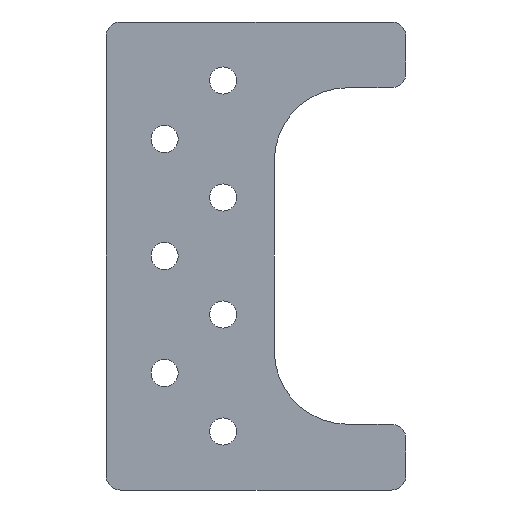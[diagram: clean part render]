
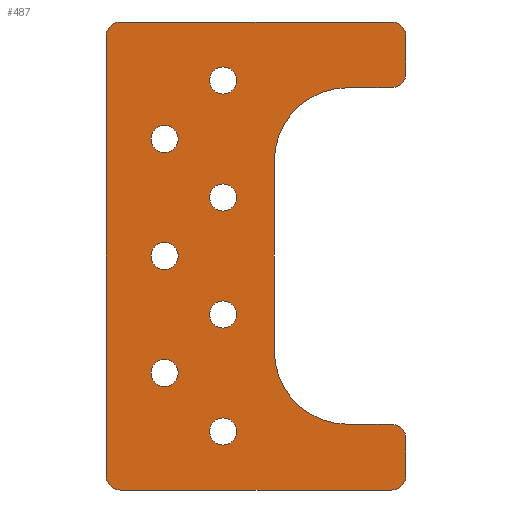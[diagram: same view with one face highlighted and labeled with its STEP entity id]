
A CAD part, front view. The second image highlights one B-rep face of the part: STEP entity #487.
In plain terms, the highlighted planar face has unit normal (0, -1, 0).
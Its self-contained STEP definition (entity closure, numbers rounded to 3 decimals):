
#22=FACE_BOUND('',#80,.T.);
#23=FACE_BOUND('',#81,.T.);
#24=FACE_BOUND('',#82,.T.);
#25=FACE_BOUND('',#83,.T.);
#26=FACE_BOUND('',#84,.T.);
#27=FACE_BOUND('',#85,.T.);
#28=FACE_BOUND('',#86,.T.);
#30=PLANE('',#548);
#47=FACE_OUTER_BOUND('',#79,.T.);
#79=EDGE_LOOP('',(#377,#378,#379,#380,#381,#382,#383,#384,#385,#386,#387,
#388,#389,#390,#391,#392));
#80=EDGE_LOOP('',(#393));
#81=EDGE_LOOP('',(#394));
#82=EDGE_LOOP('',(#395));
#83=EDGE_LOOP('',(#396));
#84=EDGE_LOOP('',(#397));
#85=EDGE_LOOP('',(#398));
#86=EDGE_LOOP('',(#399));
#118=LINE('',#803,#157);
#119=LINE('',#807,#158);
#120=LINE('',#811,#159);
#121=LINE('',#815,#160);
#122=LINE('',#819,#161);
#123=LINE('',#823,#162);
#124=LINE('',#827,#163);
#125=LINE('',#831,#164);
#157=VECTOR('',#652,1000.);
#158=VECTOR('',#655,1000.);
#159=VECTOR('',#658,1000.);
#160=VECTOR('',#661,1000.);
#161=VECTOR('',#664,1000.);
#162=VECTOR('',#667,1000.);
#163=VECTOR('',#670,1000.);
#164=VECTOR('',#673,1000.);
#182=CIRCLE('',#520,1.85);
#184=CIRCLE('',#523,1.85);
#186=CIRCLE('',#526,1.85);
#188=CIRCLE('',#529,1.85);
#190=CIRCLE('',#532,1.85);
#192=CIRCLE('',#535,1.85);
#194=CIRCLE('',#538,1.85);
#203=CIRCLE('',#549,2.);
#204=CIRCLE('',#550,2.);
#205=CIRCLE('',#551,2.);
#206=CIRCLE('',#552,2.);
#207=CIRCLE('',#553,2.);
#208=CIRCLE('',#554,10.);
#209=CIRCLE('',#555,10.);
#210=CIRCLE('',#556,2.);
#212=VERTEX_POINT('',#728);
#214=VERTEX_POINT('',#734);
#216=VERTEX_POINT('',#740);
#218=VERTEX_POINT('',#746);
#220=VERTEX_POINT('',#752);
#222=VERTEX_POINT('',#758);
#224=VERTEX_POINT('',#764);
#241=VERTEX_POINT('',#801);
#242=VERTEX_POINT('',#802);
#243=VERTEX_POINT('',#804);
#244=VERTEX_POINT('',#806);
#245=VERTEX_POINT('',#808);
#246=VERTEX_POINT('',#810);
#247=VERTEX_POINT('',#812);
#248=VERTEX_POINT('',#814);
#249=VERTEX_POINT('',#816);
#250=VERTEX_POINT('',#818);
#251=VERTEX_POINT('',#820);
#252=VERTEX_POINT('',#822);
#253=VERTEX_POINT('',#824);
#254=VERTEX_POINT('',#826);
#255=VERTEX_POINT('',#828);
#256=VERTEX_POINT('',#830);
#259=EDGE_CURVE('',#212,#212,#182,.T.);
#262=EDGE_CURVE('',#214,#214,#184,.T.);
#265=EDGE_CURVE('',#216,#216,#186,.T.);
#268=EDGE_CURVE('',#218,#218,#188,.T.);
#271=EDGE_CURVE('',#220,#220,#190,.T.);
#274=EDGE_CURVE('',#222,#222,#192,.T.);
#277=EDGE_CURVE('',#224,#224,#194,.T.);
#294=EDGE_CURVE('',#241,#242,#118,.T.);
#295=EDGE_CURVE('',#241,#243,#203,.T.);
#296=EDGE_CURVE('',#244,#243,#119,.T.);
#297=EDGE_CURVE('',#244,#245,#204,.T.);
#298=EDGE_CURVE('',#246,#245,#120,.T.);
#299=EDGE_CURVE('',#246,#247,#205,.T.);
#300=EDGE_CURVE('',#248,#247,#121,.T.);
#301=EDGE_CURVE('',#248,#249,#206,.T.);
#302=EDGE_CURVE('',#250,#249,#122,.T.);
#303=EDGE_CURVE('',#250,#251,#207,.T.);
#304=EDGE_CURVE('',#252,#251,#123,.T.);
#305=EDGE_CURVE('',#252,#253,#208,.T.);
#306=EDGE_CURVE('',#254,#253,#124,.T.);
#307=EDGE_CURVE('',#254,#255,#209,.T.);
#308=EDGE_CURVE('',#256,#255,#125,.T.);
#309=EDGE_CURVE('',#256,#242,#210,.T.);
#377=ORIENTED_EDGE('',*,*,#294,.F.);
#378=ORIENTED_EDGE('',*,*,#295,.T.);
#379=ORIENTED_EDGE('',*,*,#296,.F.);
#380=ORIENTED_EDGE('',*,*,#297,.T.);
#381=ORIENTED_EDGE('',*,*,#298,.F.);
#382=ORIENTED_EDGE('',*,*,#299,.T.);
#383=ORIENTED_EDGE('',*,*,#300,.F.);
#384=ORIENTED_EDGE('',*,*,#301,.T.);
#385=ORIENTED_EDGE('',*,*,#302,.F.);
#386=ORIENTED_EDGE('',*,*,#303,.T.);
#387=ORIENTED_EDGE('',*,*,#304,.F.);
#388=ORIENTED_EDGE('',*,*,#305,.T.);
#389=ORIENTED_EDGE('',*,*,#306,.F.);
#390=ORIENTED_EDGE('',*,*,#307,.T.);
#391=ORIENTED_EDGE('',*,*,#308,.F.);
#392=ORIENTED_EDGE('',*,*,#309,.T.);
#393=ORIENTED_EDGE('',*,*,#277,.T.);
#394=ORIENTED_EDGE('',*,*,#271,.T.);
#395=ORIENTED_EDGE('',*,*,#265,.T.);
#396=ORIENTED_EDGE('',*,*,#259,.T.);
#397=ORIENTED_EDGE('',*,*,#262,.T.);
#398=ORIENTED_EDGE('',*,*,#268,.T.);
#399=ORIENTED_EDGE('',*,*,#274,.T.);
#487=ADVANCED_FACE('',(#47,#22,#23,#24,#25,#26,#27,#28),#30,.F.);
#520=AXIS2_PLACEMENT_3D('',#730,#580,#581);
#523=AXIS2_PLACEMENT_3D('',#736,#587,#588);
#526=AXIS2_PLACEMENT_3D('',#742,#594,#595);
#529=AXIS2_PLACEMENT_3D('',#748,#601,#602);
#532=AXIS2_PLACEMENT_3D('',#754,#608,#609);
#535=AXIS2_PLACEMENT_3D('',#760,#615,#616);
#538=AXIS2_PLACEMENT_3D('',#766,#622,#623);
#548=AXIS2_PLACEMENT_3D('',#800,#650,#651);
#549=AXIS2_PLACEMENT_3D('',#805,#653,#654);
#550=AXIS2_PLACEMENT_3D('',#809,#656,#657);
#551=AXIS2_PLACEMENT_3D('',#813,#659,#660);
#552=AXIS2_PLACEMENT_3D('',#817,#662,#663);
#553=AXIS2_PLACEMENT_3D('',#821,#665,#666);
#554=AXIS2_PLACEMENT_3D('',#825,#668,#669);
#555=AXIS2_PLACEMENT_3D('',#829,#671,#672);
#556=AXIS2_PLACEMENT_3D('',#832,#674,#675);
#580=DIRECTION('center_axis',(0.,1.,0.));
#581=DIRECTION('ref_axis',(0.,0.,1.));
#587=DIRECTION('center_axis',(0.,1.,0.));
#588=DIRECTION('ref_axis',(0.,0.,1.));
#594=DIRECTION('center_axis',(0.,1.,0.));
#595=DIRECTION('ref_axis',(0.,0.,1.));
#601=DIRECTION('center_axis',(0.,1.,0.));
#602=DIRECTION('ref_axis',(0.,0.,1.));
#608=DIRECTION('center_axis',(0.,1.,0.));
#609=DIRECTION('ref_axis',(0.,0.,1.));
#615=DIRECTION('center_axis',(0.,1.,0.));
#616=DIRECTION('ref_axis',(0.,0.,1.));
#622=DIRECTION('center_axis',(0.,1.,0.));
#623=DIRECTION('ref_axis',(0.,0.,1.));
#650=DIRECTION('center_axis',(0.,1.,0.));
#651=DIRECTION('ref_axis',(0.,0.,1.));
#652=DIRECTION('',(0.,0.,-1.));
#653=DIRECTION('center_axis',(0.,-1.,0.));
#654=DIRECTION('ref_axis',(0.,0.,1.));
#655=DIRECTION('',(1.,0.,0.));
#656=DIRECTION('center_axis',(0.,-1.,0.));
#657=DIRECTION('ref_axis',(0.,0.,1.));
#658=DIRECTION('',(0.,0.,1.));
#659=DIRECTION('center_axis',(0.,-1.,0.));
#660=DIRECTION('ref_axis',(0.,0.,1.));
#661=DIRECTION('',(-1.,0.,0.));
#662=DIRECTION('center_axis',(0.,-1.,0.));
#663=DIRECTION('ref_axis',(0.,0.,1.));
#664=DIRECTION('',(0.,0.,-1.));
#665=DIRECTION('center_axis',(0.,-1.,0.));
#666=DIRECTION('ref_axis',(0.,0.,1.));
#667=DIRECTION('',(1.,0.,0.));
#668=DIRECTION('center_axis',(0.,1.,0.));
#669=DIRECTION('ref_axis',(0.,0.,1.));
#670=DIRECTION('',(0.,0.,-1.));
#671=DIRECTION('center_axis',(0.,1.,0.));
#672=DIRECTION('ref_axis',(0.,0.,1.));
#673=DIRECTION('',(-1.,0.,0.));
#674=DIRECTION('center_axis',(0.,-1.,0.));
#675=DIRECTION('ref_axis',(0.,0.,1.));
#728=CARTESIAN_POINT('',(16.,0.,-6.15));
#730=CARTESIAN_POINT('Origin',(16.,0.,-8.));
#734=CARTESIAN_POINT('',(16.,0.,-22.15));
#736=CARTESIAN_POINT('Origin',(16.,0.,-24.));
#740=CARTESIAN_POINT('',(16.,0.,-38.15));
#742=CARTESIAN_POINT('Origin',(16.,0.,-40.));
#746=CARTESIAN_POINT('',(16.,0.,-54.15));
#748=CARTESIAN_POINT('Origin',(16.,0.,-56.));
#752=CARTESIAN_POINT('',(8.,0.,-14.15));
#754=CARTESIAN_POINT('Origin',(8.,0.,-16.));
#758=CARTESIAN_POINT('',(8.,0.,-46.15));
#760=CARTESIAN_POINT('Origin',(8.,0.,-48.));
#764=CARTESIAN_POINT('',(8.,0.,-30.15));
#766=CARTESIAN_POINT('Origin',(8.,0.,-32.));
#800=CARTESIAN_POINT('Origin',(0.,0.,0.));
#801=CARTESIAN_POINT('',(41.,0.,-2.));
#802=CARTESIAN_POINT('',(41.,0.,-7.));
#803=CARTESIAN_POINT('',(41.,0.,-9.));
#804=CARTESIAN_POINT('',(39.,0.,0.));
#805=CARTESIAN_POINT('Origin',(39.,0.,-2.));
#806=CARTESIAN_POINT('',(2.,0.,0.));
#807=CARTESIAN_POINT('',(0.,0.,0.));
#808=CARTESIAN_POINT('',(0.,0.,-2.));
#809=CARTESIAN_POINT('Origin',(2.,0.,-2.));
#810=CARTESIAN_POINT('',(0.,0.,-62.));
#811=CARTESIAN_POINT('',(0.,0.,-64.));
#812=CARTESIAN_POINT('',(2.,0.,-64.));
#813=CARTESIAN_POINT('Origin',(2.,0.,-62.));
#814=CARTESIAN_POINT('',(39.,0.,-64.));
#815=CARTESIAN_POINT('',(41.,0.,-64.));
#816=CARTESIAN_POINT('',(41.,0.,-62.));
#817=CARTESIAN_POINT('Origin',(39.,0.,-62.));
#818=CARTESIAN_POINT('',(41.,0.,-57.));
#819=CARTESIAN_POINT('',(41.,0.,-64.));
#820=CARTESIAN_POINT('',(39.,0.,-55.));
#821=CARTESIAN_POINT('Origin',(39.,0.,-57.));
#822=CARTESIAN_POINT('',(33.,0.,-55.));
#823=CARTESIAN_POINT('',(23.,0.,-55.));
#824=CARTESIAN_POINT('',(23.,0.,-45.));
#825=CARTESIAN_POINT('Origin',(33.,0.,-45.));
#826=CARTESIAN_POINT('',(23.,0.,-19.));
#827=CARTESIAN_POINT('',(23.,0.,-9.));
#828=CARTESIAN_POINT('',(33.,0.,-9.));
#829=CARTESIAN_POINT('Origin',(33.,0.,-19.));
#830=CARTESIAN_POINT('',(39.,0.,-9.));
#831=CARTESIAN_POINT('',(41.,0.,-9.));
#832=CARTESIAN_POINT('Origin',(39.,0.,-7.));
